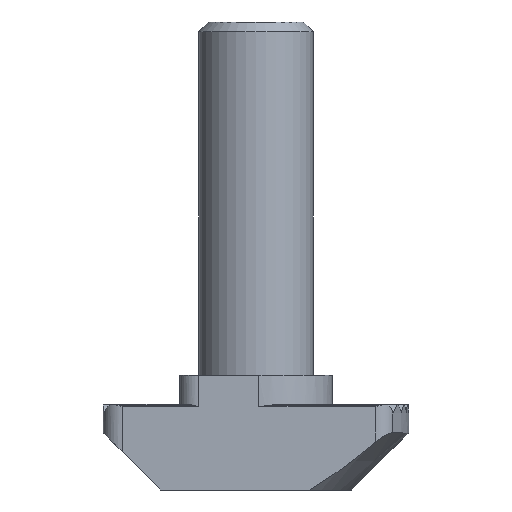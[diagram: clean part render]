
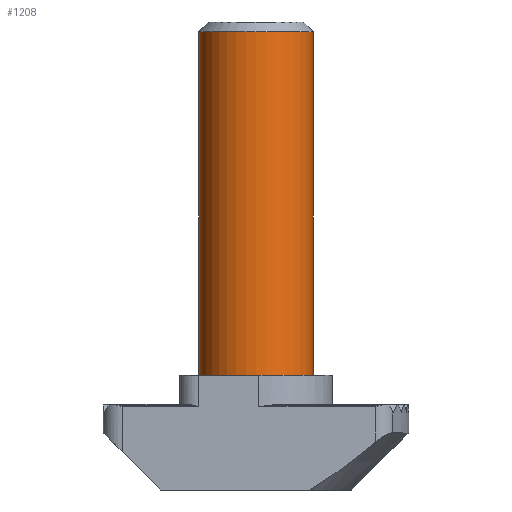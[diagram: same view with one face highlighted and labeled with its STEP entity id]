
A CAD part, front view. The second image highlights one B-rep face of the part: STEP entity #1208.
In plain terms, the highlighted cylindrical face has radius 3 mm (diameter 6 mm), a full revolution.
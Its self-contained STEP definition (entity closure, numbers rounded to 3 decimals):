
#1181=CARTESIAN_POINT('',(0.0,0.0,-0.769));
#1182=DIRECTION('',(0.0,0.0,1.0));
#1183=DIRECTION('',(-1.0,0.0,0.0));
#1184=AXIS2_PLACEMENT_3D('',#1181,#1182,#1183);
#1185=CYLINDRICAL_SURFACE('',#1184,3.0);
#1186=CARTESIAN_POINT('',(-3.0,0.0,24.));
#1187=VERTEX_POINT('',#1186);
#1188=CARTESIAN_POINT('',(0.0,0.0,24.));
#1189=DIRECTION('',(0.0,0.0,-1.0));
#1190=DIRECTION('',(-1.0,0.0,0.0));
#1191=AXIS2_PLACEMENT_3D('',#1188,#1189,#1190);
#1192=CIRCLE('',#1191,3.0);
#1193=EDGE_CURVE('',#1187,#1187,#1192,.T.);
#1194=ORIENTED_EDGE('',*,*,#1193,.T.);
#1195=EDGE_LOOP('',(#1194));
#1196=FACE_OUTER_BOUND('',#1195,.T.);
#1197=CARTESIAN_POINT('',(-3.0,0.0,6.));
#1198=VERTEX_POINT('',#1197);
#1199=CARTESIAN_POINT('',(0.0,0.0,6.));
#1200=DIRECTION('',(0.0,0.0,1.0));
#1201=DIRECTION('',(-1.0,0.0,0.0));
#1202=AXIS2_PLACEMENT_3D('',#1199,#1200,#1201);
#1203=CIRCLE('',#1202,3.0);
#1204=EDGE_CURVE('',#1198,#1198,#1203,.T.);
#1205=ORIENTED_EDGE('',*,*,#1204,.T.);
#1206=EDGE_LOOP('',(#1205));
#1207=FACE_BOUND('',#1206,.T.);
#1208=ADVANCED_FACE('',(#1196,#1207),#1185,.T.);
